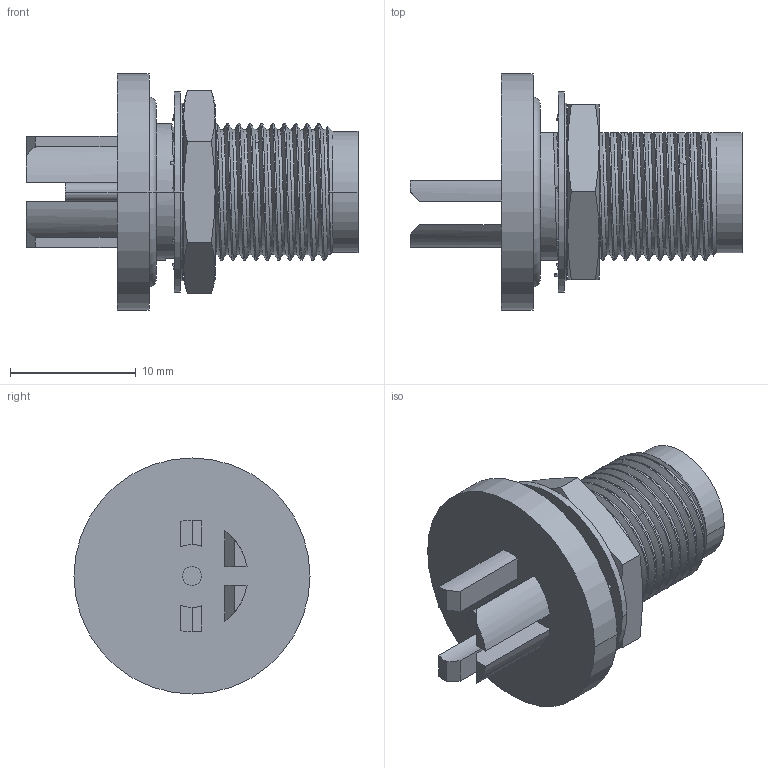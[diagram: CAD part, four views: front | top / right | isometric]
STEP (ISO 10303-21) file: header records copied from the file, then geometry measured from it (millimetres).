
FILE_DESCRIPTION((''),'2;1');
FILE_NAME('ASM0003_SW0001','2017-12-22T',('Rajagopal'),(''),'CREO PARAMETRIC BY PTC INC, 2017020','CREO PARAMETRIC BY PTC INC, 2017020','');
FILE_SCHEMA(('CONFIG_CONTROL_DESIGN'));
Length unit declared in the file: inch
Products named in the file (1): ASM0003_SW0001
Bounding box: 26.44 x 18.8 x 18.8 mm (x, y, z)
Volume: 2064.1 mm3; surface area: 2653.4 mm2
Topology: 1 solids, 1 shells, 493 faces, 1398 edges, 923 vertices
Faces by surface type: plane 227, cone 117, bspline 76, cylinder 65, torus 8
Entity records: 28313 total; most frequent: CARTESIAN_POINT 16510, ORIENTED_EDGE 2792, DIRECTION 2027, EDGE_CURVE 1396, VERTEX_POINT 923, AXIS2_PLACEMENT_3D 818, B_SPLINE_CURVE_WITH_KNOTS 604, EDGE_LOOP 513
